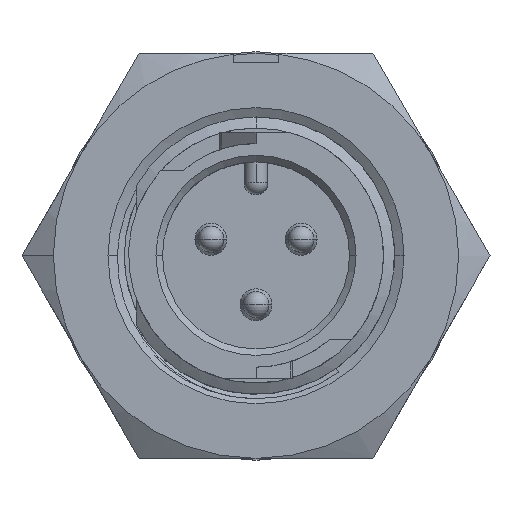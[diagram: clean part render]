
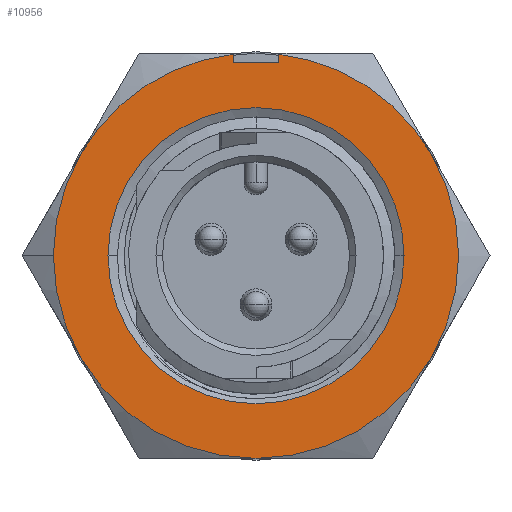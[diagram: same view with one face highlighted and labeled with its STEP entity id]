
A CAD part, top view. The second image highlights one B-rep face of the part: STEP entity #10956.
In plain terms, the highlighted planar face has unit normal (0, 0, 1).
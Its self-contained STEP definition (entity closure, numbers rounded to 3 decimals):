
#89 = CARTESIAN_POINT ( 'NONE',  ( 0., 0., 7.426 ) ) ;
#128 = ORIENTED_EDGE ( 'NONE', *, *, #9179, .F. ) ;
#165 = CIRCLE ( 'NONE', #9463, 7.874 ) ;
#173 = CARTESIAN_POINT ( 'NONE',  ( -0.889, 8.938, 7.426 ) ) ;
#241 = EDGE_CURVE ( 'NONE', #3048, #8320, #7302, .T. ) ;
#298 = AXIS2_PLACEMENT_3D ( 'NONE', #483, #2312, #9043 ) ;
#362 = AXIS2_PLACEMENT_3D ( 'NONE', #2957, #8473, #7632 ) ;
#431 = VERTEX_POINT ( 'NONE', #630 ) ;
#483 = CARTESIAN_POINT ( 'NONE',  ( 0., 0., 7.426 ) ) ;
#492 = CIRCLE ( 'NONE', #298, 7.874 ) ;
#619 = CARTESIAN_POINT ( 'NONE',  ( 0., -7.874, 7.426 ) ) ;
#630 = CARTESIAN_POINT ( 'NONE',  ( 5.753, 0., 7.426 ) ) ;
#645 = CARTESIAN_POINT ( 'NONE',  ( 0., 0., 7.426 ) ) ;
#689 = VERTEX_POINT ( 'NONE', #5434 ) ;
#733 = CARTESIAN_POINT ( 'NONE',  ( 0.889, 7.493, 7.426 ) ) ;
#741 = CARTESIAN_POINT ( 'NONE',  ( 0., 0., 7.426 ) ) ;
#759 = DIRECTION ( 'NONE',  ( 0., 0., -1. ) ) ;
#788 = CARTESIAN_POINT ( 'NONE',  ( 0.889, 7.824, 7.426 ) ) ;
#1015 = CARTESIAN_POINT ( 'NONE',  ( 0., 0., 7.426 ) ) ;
#1044 = ORIENTED_EDGE ( 'NONE', *, *, #8631, .T. ) ;
#1078 = DIRECTION ( 'NONE',  ( 0., -1., 0. ) ) ;
#1166 = DIRECTION ( 'NONE',  ( -1., 0., 0. ) ) ;
#1240 = CARTESIAN_POINT ( 'NONE',  ( 0., 0., 7.426 ) ) ;
#1415 = CARTESIAN_POINT ( 'NONE',  ( 6.819, -3.937, 7.426 ) ) ;
#1662 = CARTESIAN_POINT ( 'NONE',  ( 0., 0., 7.426 ) ) ;
#1685 = EDGE_CURVE ( 'NONE', #431, #11068, #6949, .T. ) ;
#1766 = AXIS2_PLACEMENT_3D ( 'NONE', #645, #2419, #10054 ) ;
#1782 = VERTEX_POINT ( 'NONE', #7183 ) ;
#1858 = FACE_OUTER_BOUND ( 'NONE', #7834, .T. ) ;
#2167 = EDGE_CURVE ( 'NONE', #10339, #3903, #4067, .T. ) ;
#2259 = ORIENTED_EDGE ( 'NONE', *, *, #4940, .F. ) ;
#2268 = LINE ( 'NONE', #3061, #4270 ) ;
#2312 = DIRECTION ( 'NONE',  ( 0., 0., -1. ) ) ;
#2315 = CIRCLE ( 'NONE', #9282, 7.874 ) ;
#2419 = DIRECTION ( 'NONE',  ( 0., 0., -1. ) ) ;
#2570 = CARTESIAN_POINT ( 'NONE',  ( -0.889, 7.493, 7.426 ) ) ;
#2875 = VERTEX_POINT ( 'NONE', #1415 ) ;
#2957 = CARTESIAN_POINT ( 'NONE',  ( 0., -15.748, 7.426 ) ) ;
#3048 = VERTEX_POINT ( 'NONE', #8098 ) ;
#3061 = CARTESIAN_POINT ( 'NONE',  ( 0.889, 8.938, 7.426 ) ) ;
#3203 = EDGE_LOOP ( 'NONE', ( #9175, #1044 ) ) ;
#3231 = CARTESIAN_POINT ( 'NONE',  ( 0., 0., 7.426 ) ) ;
#3283 = DIRECTION ( 'NONE',  ( -1., 0., 0. ) ) ;
#3347 = CARTESIAN_POINT ( 'NONE',  ( 0., 0., 7.426 ) ) ;
#3354 = ORIENTED_EDGE ( 'NONE', *, *, #6406, .F. ) ;
#3702 = EDGE_CURVE ( 'NONE', #2875, #7091, #2315, .T. ) ;
#3723 = CIRCLE ( 'NONE', #1766, 5.753 ) ;
#3804 = DIRECTION ( 'NONE',  ( 0., 0., -1. ) ) ;
#3903 = VERTEX_POINT ( 'NONE', #10694 ) ;
#3923 = AXIS2_PLACEMENT_3D ( 'NONE', #741, #10027, #5425 ) ;
#4067 = CIRCLE ( 'NONE', #7745, 7.874 ) ;
#4248 = AXIS2_PLACEMENT_3D ( 'NONE', #89, #3804, #10287 ) ;
#4270 = VECTOR ( 'NONE', #5059, 1000. ) ;
#4817 = VERTEX_POINT ( 'NONE', #7422 ) ;
#4940 = EDGE_CURVE ( 'NONE', #3903, #2875, #11263, .T. ) ;
#4956 = CIRCLE ( 'NONE', #10961, 7.874 ) ;
#5059 = DIRECTION ( 'NONE',  ( 0., 1., 0. ) ) ;
#5425 = DIRECTION ( 'NONE',  ( -1., 0., 0. ) ) ;
#5434 = CARTESIAN_POINT ( 'NONE',  ( -0.889, 7.824, 7.426 ) ) ;
#5534 = DIRECTION ( 'NONE',  ( 1., 0., 0. ) ) ;
#5734 = ORIENTED_EDGE ( 'NONE', *, *, #241, .F. ) ;
#6257 = VECTOR ( 'NONE', #1078, 1000. ) ;
#6265 = ORIENTED_EDGE ( 'NONE', *, *, #9968, .F. ) ;
#6406 = EDGE_CURVE ( 'NONE', #8320, #10339, #2268, .T. ) ;
#6787 = VERTEX_POINT ( 'NONE', #9980 ) ;
#6949 = CIRCLE ( 'NONE', #7146, 5.753 ) ;
#7088 = DIRECTION ( 'NONE',  ( -1., 0., 0. ) ) ;
#7091 = VERTEX_POINT ( 'NONE', #619 ) ;
#7146 = AXIS2_PLACEMENT_3D ( 'NONE', #3231, #9598, #1166 ) ;
#7183 = CARTESIAN_POINT ( 'NONE',  ( -7.874, 0., 7.426 ) ) ;
#7302 = LINE ( 'NONE', #2570, #10035 ) ;
#7378 = ORIENTED_EDGE ( 'NONE', *, *, #10080, .F. ) ;
#7422 = CARTESIAN_POINT ( 'NONE',  ( -6.819, -3.937, 7.426 ) ) ;
#7632 = DIRECTION ( 'NONE',  ( -1., 0., 0. ) ) ;
#7745 = AXIS2_PLACEMENT_3D ( 'NONE', #1015, #8422, #10364 ) ;
#7834 = EDGE_LOOP ( 'NONE', ( #11345, #3354, #5734, #10652, #7378, #8075, #6265, #128, #10055, #2259 ) ) ;
#8075 = ORIENTED_EDGE ( 'NONE', *, *, #10624, .F. ) ;
#8098 = CARTESIAN_POINT ( 'NONE',  ( -0.889, 7.493, 7.426 ) ) ;
#8320 = VERTEX_POINT ( 'NONE', #733 ) ;
#8353 = FACE_BOUND ( 'NONE', #3203, .T. ) ;
#8422 = DIRECTION ( 'NONE',  ( 0., 0., -1. ) ) ;
#8473 = DIRECTION ( 'NONE',  ( 0., 0., -1. ) ) ;
#8540 = PLANE ( 'NONE',  #362 ) ;
#8631 = EDGE_CURVE ( 'NONE', #11068, #431, #3723, .T. ) ;
#9043 = DIRECTION ( 'NONE',  ( -1., 0., 0. ) ) ;
#9175 = ORIENTED_EDGE ( 'NONE', *, *, #1685, .T. ) ;
#9179 = EDGE_CURVE ( 'NONE', #7091, #4817, #9269, .T. ) ;
#9269 = CIRCLE ( 'NONE', #4248, 7.874 ) ;
#9282 = AXIS2_PLACEMENT_3D ( 'NONE', #1240, #11443, #7088 ) ;
#9463 = AXIS2_PLACEMENT_3D ( 'NONE', #1662, #759, #11694 ) ;
#9598 = DIRECTION ( 'NONE',  ( 0., 0., -1. ) ) ;
#9968 = EDGE_CURVE ( 'NONE', #4817, #1782, #4956, .T. ) ;
#9980 = CARTESIAN_POINT ( 'NONE',  ( -6.819, 3.937, 7.426 ) ) ;
#10027 = DIRECTION ( 'NONE',  ( 0., 0., -1. ) ) ;
#10035 = VECTOR ( 'NONE', #5534, 1000. ) ;
#10054 = DIRECTION ( 'NONE',  ( -1., 0., 0. ) ) ;
#10055 = ORIENTED_EDGE ( 'NONE', *, *, #3702, .F. ) ;
#10080 = EDGE_CURVE ( 'NONE', #6787, #689, #492, .T. ) ;
#10287 = DIRECTION ( 'NONE',  ( -1., 0., 0. ) ) ;
#10339 = VERTEX_POINT ( 'NONE', #788 ) ;
#10364 = DIRECTION ( 'NONE',  ( -1., 0., 0. ) ) ;
#10426 = LINE ( 'NONE', #173, #6257 ) ;
#10624 = EDGE_CURVE ( 'NONE', #1782, #6787, #165, .T. ) ;
#10652 = ORIENTED_EDGE ( 'NONE', *, *, #11403, .F. ) ;
#10694 = CARTESIAN_POINT ( 'NONE',  ( 6.819, 3.937, 7.426 ) ) ;
#10956 = ADVANCED_FACE ( 'NONE', ( #8353, #1858 ), #8540, .F. ) ;
#10961 = AXIS2_PLACEMENT_3D ( 'NONE', #3347, #11522, #3283 ) ;
#11068 = VERTEX_POINT ( 'NONE', #11099 ) ;
#11099 = CARTESIAN_POINT ( 'NONE',  ( -5.753, 0., 7.426 ) ) ;
#11263 = CIRCLE ( 'NONE', #3923, 7.874 ) ;
#11345 = ORIENTED_EDGE ( 'NONE', *, *, #2167, .F. ) ;
#11403 = EDGE_CURVE ( 'NONE', #689, #3048, #10426, .T. ) ;
#11443 = DIRECTION ( 'NONE',  ( 0., 0., -1. ) ) ;
#11522 = DIRECTION ( 'NONE',  ( 0., 0., -1. ) ) ;
#11694 = DIRECTION ( 'NONE',  ( -1., 0., 0. ) ) ;
